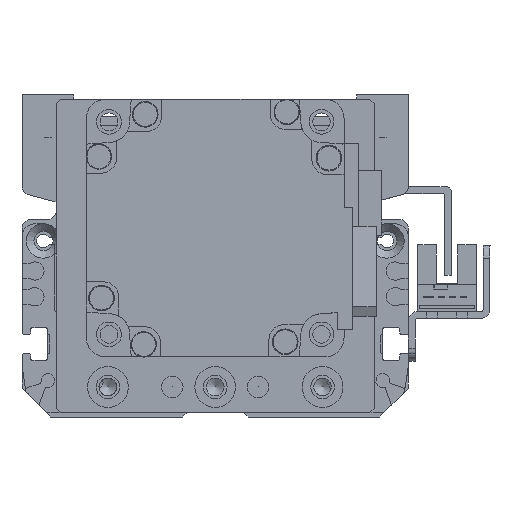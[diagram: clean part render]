
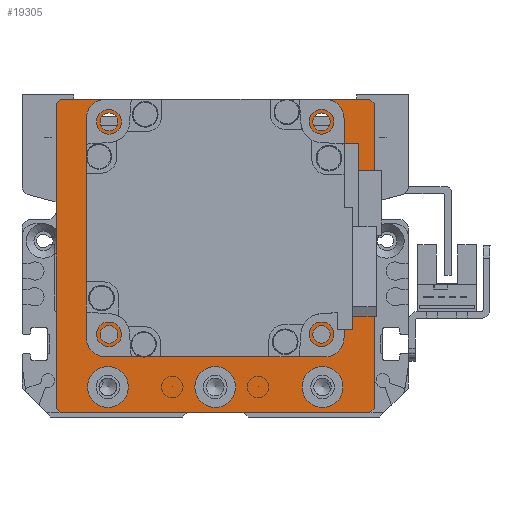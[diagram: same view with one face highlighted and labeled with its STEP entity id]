
A CAD part, left-side view. The second image highlights one B-rep face of the part: STEP entity #19305.
In plain terms, the highlighted face is planar.
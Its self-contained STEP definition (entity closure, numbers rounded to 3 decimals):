
#523=FACE_BOUND('',#3549,.T.);
#524=FACE_BOUND('',#3550,.T.);
#525=FACE_BOUND('',#3551,.T.);
#526=FACE_BOUND('',#3552,.T.);
#527=FACE_BOUND('',#3553,.T.);
#528=FACE_BOUND('',#3554,.T.);
#529=FACE_BOUND('',#3555,.T.);
#530=FACE_BOUND('',#3556,.T.);
#933=PLANE('',#21398);
#2270=FACE_OUTER_BOUND('',#3548,.T.);
#3548=EDGE_LOOP('',(#16429,#16430,#16431,#16432,#16433,#16434,#16435,#16436));
#3549=EDGE_LOOP('',(#16437));
#3550=EDGE_LOOP('',(#16438));
#3551=EDGE_LOOP('',(#16439));
#3552=EDGE_LOOP('',(#16440));
#3553=EDGE_LOOP('',(#16441));
#3554=EDGE_LOOP('',(#16442));
#3555=EDGE_LOOP('',(#16443));
#3556=EDGE_LOOP('',(#16444));
#5076=LINE('',#31955,#6746);
#5082=LINE('',#31966,#6752);
#5089=LINE('',#32001,#6759);
#5092=LINE('',#32006,#6762);
#5098=LINE('',#32027,#6768);
#5101=LINE('',#32032,#6771);
#5102=LINE('',#32035,#6772);
#5110=LINE('',#32074,#6780);
#6746=VECTOR('',#25611,10.);
#6752=VECTOR('',#25619,10.);
#6759=VECTOR('',#25650,10.);
#6762=VECTOR('',#25655,10.);
#6768=VECTOR('',#25679,10.);
#6771=VECTOR('',#25684,10.);
#6772=VECTOR('',#25687,10.);
#6780=VECTOR('',#25737,10.);
#8070=CIRCLE('',#21367,4.75);
#8073=CIRCLE('',#21373,4.75);
#8076=CIRCLE('',#21379,4.75);
#8078=CIRCLE('',#21385,2.067);
#8079=CIRCLE('',#21387,2.067);
#8080=CIRCLE('',#21389,2.067);
#8081=CIRCLE('',#21391,2.067);
#8084=CIRCLE('',#21396,25.);
#9549=VERTEX_POINT('',#31953);
#9550=VERTEX_POINT('',#31954);
#9554=VERTEX_POINT('',#31964);
#9570=VERTEX_POINT('',#32000);
#9571=VERTEX_POINT('',#32004);
#9577=VERTEX_POINT('',#32026);
#9578=VERTEX_POINT('',#32030);
#9579=VERTEX_POINT('',#32034);
#9582=VERTEX_POINT('',#32043);
#9585=VERTEX_POINT('',#32054);
#9588=VERTEX_POINT('',#32065);
#9590=VERTEX_POINT('',#32076);
#9591=VERTEX_POINT('',#32080);
#9592=VERTEX_POINT('',#32084);
#9593=VERTEX_POINT('',#32088);
#9596=VERTEX_POINT('',#32097);
#11925=EDGE_CURVE('',#9549,#9550,#5076,.T.);
#11931=EDGE_CURVE('',#9549,#9554,#5082,.T.);
#11948=EDGE_CURVE('',#9570,#9554,#5089,.T.);
#11951=EDGE_CURVE('',#9570,#9571,#5092,.T.);
#11960=EDGE_CURVE('',#9577,#9571,#5098,.T.);
#11963=EDGE_CURVE('',#9577,#9578,#5101,.T.);
#11964=EDGE_CURVE('',#9579,#9578,#5102,.T.);
#11968=EDGE_CURVE('',#9582,#9582,#8070,.T.);
#11973=EDGE_CURVE('',#9585,#9585,#8073,.T.);
#11978=EDGE_CURVE('',#9588,#9588,#8076,.T.);
#11982=EDGE_CURVE('',#9579,#9550,#5110,.T.);
#11983=EDGE_CURVE('',#9590,#9590,#8078,.T.);
#11985=EDGE_CURVE('',#9591,#9591,#8079,.T.);
#11987=EDGE_CURVE('',#9592,#9592,#8080,.T.);
#11989=EDGE_CURVE('',#9593,#9593,#8081,.T.);
#11993=EDGE_CURVE('',#9596,#9596,#8084,.T.);
#16429=ORIENTED_EDGE('',*,*,#11925,.F.);
#16430=ORIENTED_EDGE('',*,*,#11931,.T.);
#16431=ORIENTED_EDGE('',*,*,#11948,.F.);
#16432=ORIENTED_EDGE('',*,*,#11951,.T.);
#16433=ORIENTED_EDGE('',*,*,#11960,.F.);
#16434=ORIENTED_EDGE('',*,*,#11963,.T.);
#16435=ORIENTED_EDGE('',*,*,#11964,.F.);
#16436=ORIENTED_EDGE('',*,*,#11982,.T.);
#16437=ORIENTED_EDGE('',*,*,#11968,.T.);
#16438=ORIENTED_EDGE('',*,*,#11973,.T.);
#16439=ORIENTED_EDGE('',*,*,#11978,.T.);
#16440=ORIENTED_EDGE('',*,*,#11983,.T.);
#16441=ORIENTED_EDGE('',*,*,#11985,.T.);
#16442=ORIENTED_EDGE('',*,*,#11987,.T.);
#16443=ORIENTED_EDGE('',*,*,#11989,.T.);
#16444=ORIENTED_EDGE('',*,*,#11993,.T.);
#19305=ADVANCED_FACE('',(#2270,#523,#524,#525,#526,#527,#528,#529,#530),
#933,.T.);
#21367=AXIS2_PLACEMENT_3D('',#32044,#25697,#25698);
#21373=AXIS2_PLACEMENT_3D('',#32055,#25711,#25712);
#21379=AXIS2_PLACEMENT_3D('',#32066,#25725,#25726);
#21385=AXIS2_PLACEMENT_3D('',#32077,#25740,#25741);
#21387=AXIS2_PLACEMENT_3D('',#32081,#25745,#25746);
#21389=AXIS2_PLACEMENT_3D('',#32085,#25750,#25751);
#21391=AXIS2_PLACEMENT_3D('',#32089,#25755,#25756);
#21396=AXIS2_PLACEMENT_3D('',#32098,#25766,#25767);
#21398=AXIS2_PLACEMENT_3D('',#32102,#25772,#25773);
#25611=DIRECTION('',(0.707,-0.707,0.));
#25619=DIRECTION('',(-1.,0.,0.));
#25650=DIRECTION('',(0.707,0.707,0.));
#25655=DIRECTION('',(0.,-1.,0.));
#25679=DIRECTION('',(-0.707,0.707,0.));
#25684=DIRECTION('',(1.,0.,0.));
#25687=DIRECTION('',(-0.707,-0.707,0.));
#25697=DIRECTION('center_axis',(0.,0.,-1.));
#25698=DIRECTION('ref_axis',(1.,0.,0.));
#25711=DIRECTION('center_axis',(0.,0.,-1.));
#25712=DIRECTION('ref_axis',(1.,0.,0.));
#25725=DIRECTION('center_axis',(0.,0.,-1.));
#25726=DIRECTION('ref_axis',(1.,0.,0.));
#25737=DIRECTION('',(0.,1.,0.));
#25740=DIRECTION('center_axis',(0.,0.,-1.));
#25741=DIRECTION('ref_axis',(1.,0.,0.));
#25745=DIRECTION('center_axis',(0.,0.,-1.));
#25746=DIRECTION('ref_axis',(1.,0.,0.));
#25750=DIRECTION('center_axis',(0.,0.,-1.));
#25751=DIRECTION('ref_axis',(1.,0.,0.));
#25755=DIRECTION('center_axis',(0.,0.,-1.));
#25756=DIRECTION('ref_axis',(1.,0.,0.));
#25766=DIRECTION('center_axis',(0.,0.,-1.));
#25767=DIRECTION('ref_axis',(1.,0.,0.));
#25772=DIRECTION('center_axis',(0.,0.,1.));
#25773=DIRECTION('ref_axis',(1.,0.,0.));
#31953=CARTESIAN_POINT('',(36.,37.5,59.));
#31954=CARTESIAN_POINT('',(37.,36.5,59.));
#31955=CARTESIAN_POINT('',(36.625,36.875,59.));
#31964=CARTESIAN_POINT('',(-36.,37.5,59.));
#31966=CARTESIAN_POINT('',(37.,37.5,59.));
#32000=CARTESIAN_POINT('',(-37.,36.5,59.));
#32001=CARTESIAN_POINT('',(-36.625,36.875,59.));
#32004=CARTESIAN_POINT('',(-37.,-34.5,59.));
#32006=CARTESIAN_POINT('',(-37.,35.5,59.));
#32026=CARTESIAN_POINT('',(-36.,-35.5,59.));
#32027=CARTESIAN_POINT('',(-36.125,-35.375,59.));
#32030=CARTESIAN_POINT('',(36.,-35.5,59.));
#32032=CARTESIAN_POINT('',(-37.,-35.5,59.));
#32034=CARTESIAN_POINT('',(37.,-34.5,59.));
#32035=CARTESIAN_POINT('',(36.125,-35.375,59.));
#32043=CARTESIAN_POINT('',(-29.75,-29.5,59.));
#32044=CARTESIAN_POINT('Origin',(-25.,-29.5,59.));
#32054=CARTESIAN_POINT('',(-4.75,-29.5,59.));
#32055=CARTESIAN_POINT('Origin',(0.,-29.5,59.));
#32065=CARTESIAN_POINT('',(20.25,-29.5,59.));
#32066=CARTESIAN_POINT('Origin',(25.,-29.5,59.));
#32074=CARTESIAN_POINT('',(37.,-35.5,59.));
#32076=CARTESIAN_POINT('',(-26.816,-17.249,59.));
#32077=CARTESIAN_POINT('Origin',(-24.749,-17.249,59.));
#32080=CARTESIAN_POINT('',(-26.816,32.249,59.));
#32081=CARTESIAN_POINT('Origin',(-24.749,32.249,59.));
#32084=CARTESIAN_POINT('',(22.682,32.249,59.));
#32085=CARTESIAN_POINT('Origin',(24.749,32.249,59.));
#32088=CARTESIAN_POINT('',(22.682,-17.249,59.));
#32089=CARTESIAN_POINT('Origin',(24.749,-17.249,59.));
#32097=CARTESIAN_POINT('',(-25.,7.5,59.));
#32098=CARTESIAN_POINT('Origin',(0.,7.5,59.));
#32102=CARTESIAN_POINT('Origin',(0.,0.,
59.));
